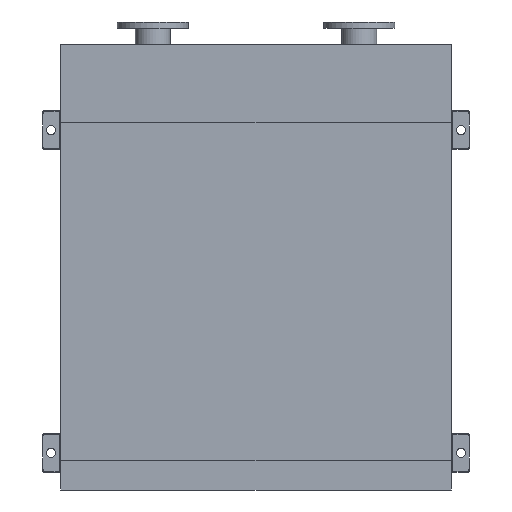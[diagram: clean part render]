
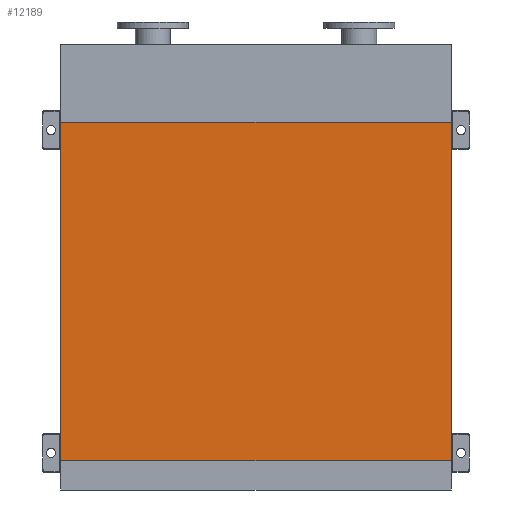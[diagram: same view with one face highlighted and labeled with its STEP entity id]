
A CAD part, front view. The second image highlights one B-rep face of the part: STEP entity #12189.
In plain terms, the highlighted planar face has unit normal (0, -1, 0).
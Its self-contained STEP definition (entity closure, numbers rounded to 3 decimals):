
#687 = EDGE_LOOP ( 'NONE', ( #15941, #17295, #7915, #13110 ) ) ;
#966 = CARTESIAN_POINT ( 'NONE',  ( -605., 0., -1050. ) ) ;
#1083 = LINE ( 'NONE', #16998, #11502 ) ;
#1468 = DIRECTION ( 'NONE',  ( 0., 0., 1. ) ) ;
#1877 = CARTESIAN_POINT ( 'NONE',  ( 605., 0., 0. ) ) ;
#2381 = CARTESIAN_POINT ( 'NONE',  ( -605., 0., -1050. ) ) ;
#2636 = VECTOR ( 'NONE', #12825, 1000. ) ;
#2717 = LINE ( 'NONE', #966, #13121 ) ;
#2970 = VERTEX_POINT ( 'NONE', #7683 ) ;
#3051 = LINE ( 'NONE', #13548, #2636 ) ;
#3665 = EDGE_CURVE ( 'NONE', #2970, #6161, #2717, .T. ) ;
#3956 = AXIS2_PLACEMENT_3D ( 'NONE', #2381, #5188, #14596 ) ;
#5114 = VERTEX_POINT ( 'NONE', #1877 ) ;
#5188 = DIRECTION ( 'NONE',  ( 0., -1., 0. ) ) ;
#5419 = CARTESIAN_POINT ( 'NONE',  ( -605., 0., 0. ) ) ;
#6161 = VERTEX_POINT ( 'NONE', #17234 ) ;
#7418 = EDGE_CURVE ( 'NONE', #13778, #5114, #3051, .T. ) ;
#7683 = CARTESIAN_POINT ( 'NONE',  ( -605., 0., -1050. ) ) ;
#7839 = DIRECTION ( 'NONE',  ( 1., 0., 0. ) ) ;
#7895 = EDGE_CURVE ( 'NONE', #6161, #5114, #1083, .T. ) ;
#7915 = ORIENTED_EDGE ( 'NONE', *, *, #3665, .T. ) ;
#8017 = VECTOR ( 'NONE', #1468, 1000. ) ;
#9908 = FACE_OUTER_BOUND ( 'NONE', #687, .T. ) ;
#11502 = VECTOR ( 'NONE', #14444, 1000. ) ;
#12189 = ADVANCED_FACE ( 'NONE', ( #9908 ), #17087, .T. ) ;
#12825 = DIRECTION ( 'NONE',  ( 1., 0., 0. ) ) ;
#13110 = ORIENTED_EDGE ( 'NONE', *, *, #7895, .T. ) ;
#13121 = VECTOR ( 'NONE', #7839, 1000. ) ;
#13548 = CARTESIAN_POINT ( 'NONE',  ( -605., 0., 0. ) ) ;
#13640 = CARTESIAN_POINT ( 'NONE',  ( -605., 0., -1050. ) ) ;
#13778 = VERTEX_POINT ( 'NONE', #5419 ) ;
#14444 = DIRECTION ( 'NONE',  ( 0., 0., 1. ) ) ;
#14596 = DIRECTION ( 'NONE',  ( 0., 0., -1. ) ) ;
#14825 = LINE ( 'NONE', #13640, #8017 ) ;
#15365 = EDGE_CURVE ( 'NONE', #2970, #13778, #14825, .T. ) ;
#15941 = ORIENTED_EDGE ( 'NONE', *, *, #7418, .F. ) ;
#16998 = CARTESIAN_POINT ( 'NONE',  ( 605., 0., -1050. ) ) ;
#17087 = PLANE ( 'NONE',  #3956 ) ;
#17234 = CARTESIAN_POINT ( 'NONE',  ( 605., 0., -1050. ) ) ;
#17295 = ORIENTED_EDGE ( 'NONE', *, *, #15365, .F. ) ;
